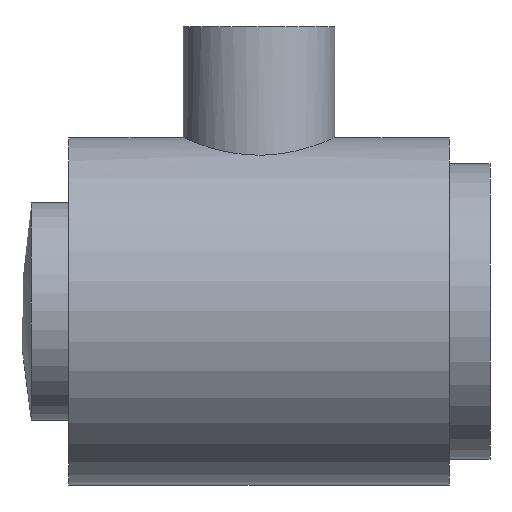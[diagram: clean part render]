
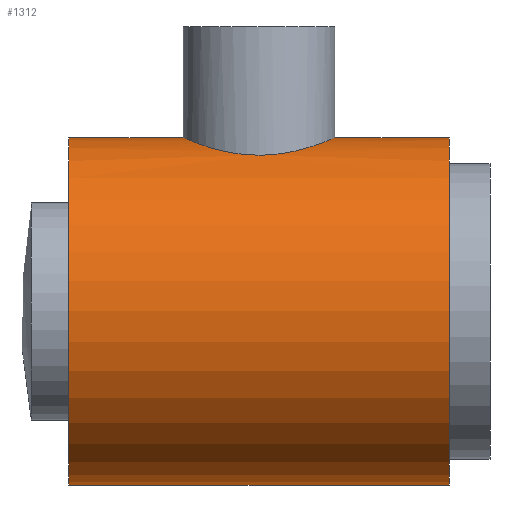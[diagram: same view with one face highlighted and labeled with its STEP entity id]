
A CAD part, left-side view. The second image highlights one B-rep face of the part: STEP entity #1312.
In plain terms, the highlighted cylindrical face has radius 47 mm (diameter 94 mm), a full revolution.
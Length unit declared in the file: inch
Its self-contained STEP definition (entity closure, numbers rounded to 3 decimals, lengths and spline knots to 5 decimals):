
#93=B_SPLINE_CURVE_WITH_KNOTS('',3,(#5796,#5797,#5798,#5799,#5800,#5801,
#5802,#5803,#5804,#5805,#5806,#5807,#5808,#5809,#5810,#5811,#5812,#5813,
#5814,#5815,#5816,#5817,#5818,#5819,#5820,#5821,#5822,#5823,#5824,#5825,
#5826,#5827,#5828,#5829),.UNSPECIFIED.,.F.,.F.,(4,2,2,2,2,2,2,2,2,2,2,2,
2,2,2,2,4),(0.,0.39219,0.78439,1.17658,1.56877,
1.96039,2.352,2.74361,3.13523,3.52684,
3.91846,4.31007,4.70168,5.09388,5.48607,
5.87826,6.27046),.UNSPECIFIED.);
#94=B_SPLINE_CURVE_WITH_KNOTS('',3,(#5830,#5831,#5832,#5833,#5834,#5835,
#5836,#5837,#5838,#5839,#5840,#5841,#5842,#5843,#5844,#5845,#5846,#5847,
#5848,#5849,#5850,#5851,#5852,#5853,#5854,#5855,#5856,#5857,#5858,#5859,
#5860,#5861,#5862,#5863),.UNSPECIFIED.,.F.,.F.,(4,2,2,2,2,2,2,2,2,2,2,2,
2,2,2,2,4),(6.27046,6.66265,7.05484,7.44704,
7.83923,8.23084,8.62246,9.01407,9.40569,
9.7973,10.18891,10.58053,10.97214,11.36433,
11.75653,12.14872,12.54091),.UNSPECIFIED.);
#111=FACE_BOUND('',#303,.T.);
#215=FACE_OUTER_BOUND('',#302,.T.);
#302=EDGE_LOOP('',(#1172,#1173,#1174,#1175));
#303=EDGE_LOOP('',(#1176,#1177));
#391=LINE('',#5880,#475);
#475=VECTOR('',#1723,1.85039);
#501=CIRCLE('',#1428,1.85039);
#503=CIRCLE('',#1431,1.85039);
#620=VERTEX_POINT('',#5793);
#621=VERTEX_POINT('',#5795);
#624=VERTEX_POINT('',#5873);
#626=VERTEX_POINT('',#5878);
#804=EDGE_CURVE('',#621,#620,#93,.T.);
#805=EDGE_CURVE('',#620,#621,#94,.T.);
#809=EDGE_CURVE('',#624,#624,#501,.T.);
#811=EDGE_CURVE('',#626,#626,#503,.T.);
#812=EDGE_CURVE('',#626,#624,#391,.T.);
#1172=ORIENTED_EDGE('',*,*,#811,.F.);
#1173=ORIENTED_EDGE('',*,*,#812,.T.);
#1174=ORIENTED_EDGE('',*,*,#809,.T.);
#1175=ORIENTED_EDGE('',*,*,#812,.F.);
#1176=ORIENTED_EDGE('',*,*,#804,.T.);
#1177=ORIENTED_EDGE('',*,*,#805,.T.);
#1235=CYLINDRICAL_SURFACE('',#1430,1.85039);
#1312=ADVANCED_FACE('',(#215,#111),#1235,.T.);
#1428=AXIS2_PLACEMENT_3D('',#5874,#1715,#1716);
#1430=AXIS2_PLACEMENT_3D('',#5877,#1719,#1720);
#1431=AXIS2_PLACEMENT_3D('',#5879,#1721,#1722);
#1715=DIRECTION('center_axis',(0.,1.,0.));
#1716=DIRECTION('ref_axis',(-1.,0.,0.));
#1719=DIRECTION('center_axis',(0.,1.,0.));
#1720=DIRECTION('ref_axis',(-1.,0.,0.));
#1721=DIRECTION('center_axis',(0.,1.,0.));
#1722=DIRECTION('ref_axis',(-1.,0.,0.));
#1723=DIRECTION('',(0.,-1.,0.));
#5793=CARTESIAN_POINT('',(-0.80709,2.46063,1.6651));
#5795=CARTESIAN_POINT('',(0.80709,2.46063,1.6651));
#5796=CARTESIAN_POINT('Ctrl Pts',(0.80709,2.46063,1.6651));
#5797=CARTESIAN_POINT('Ctrl Pts',(0.80709,2.40916,1.6651));
#5798=CARTESIAN_POINT('Ctrl Pts',(0.80208,2.3562,1.66756));
#5799=CARTESIAN_POINT('Ctrl Pts',(0.78131,2.25134,1.67739));
#5800=CARTESIAN_POINT('Ctrl Pts',(0.76554,2.19944,1.68476));
#5801=CARTESIAN_POINT('Ctrl Pts',(0.72417,2.10028,1.70295));
#5802=CARTESIAN_POINT('Ctrl Pts',(0.69853,2.05292,1.71377));
#5803=CARTESIAN_POINT('Ctrl Pts',(0.63953,1.96549,1.73665));
#5804=CARTESIAN_POINT('Ctrl Pts',(0.60617,1.92541,1.74869));
#5805=CARTESIAN_POINT('Ctrl Pts',(0.53528,1.85451,1.77167));
#5806=CARTESIAN_POINT('Ctrl Pts',(0.49522,1.82116,1.78346));
#5807=CARTESIAN_POINT('Ctrl Pts',(0.40778,1.76214,1.80547));
#5808=CARTESIAN_POINT('Ctrl Pts',(0.36038,1.73647,1.81566));
#5809=CARTESIAN_POINT('Ctrl Pts',(0.26114,1.69507,1.83257));
#5810=CARTESIAN_POINT('Ctrl Pts',(0.2092,1.6793,1.83928));
#5811=CARTESIAN_POINT('Ctrl Pts',(0.10433,1.65853,1.8482));
#5812=CARTESIAN_POINT('Ctrl Pts',(0.05139,1.65354,1.85039));
#5813=CARTESIAN_POINT('Ctrl Pts',(-0.05139,1.65354,
1.85039));
#5814=CARTESIAN_POINT('Ctrl Pts',(-0.10433,1.65853,1.8482));
#5815=CARTESIAN_POINT('Ctrl Pts',(-0.2092,1.6793,1.83928));
#5816=CARTESIAN_POINT('Ctrl Pts',(-0.26114,1.69507,1.83257));
#5817=CARTESIAN_POINT('Ctrl Pts',(-0.36038,1.73647,1.81566));
#5818=CARTESIAN_POINT('Ctrl Pts',(-0.40778,1.76214,1.80547));
#5819=CARTESIAN_POINT('Ctrl Pts',(-0.49522,1.82116,1.78346));
#5820=CARTESIAN_POINT('Ctrl Pts',(-0.53528,1.85451,1.77167));
#5821=CARTESIAN_POINT('Ctrl Pts',(-0.60617,1.92541,1.74869));
#5822=CARTESIAN_POINT('Ctrl Pts',(-0.63953,1.96549,1.73665));
#5823=CARTESIAN_POINT('Ctrl Pts',(-0.69853,2.05292,1.71377));
#5824=CARTESIAN_POINT('Ctrl Pts',(-0.72417,2.10028,1.70295));
#5825=CARTESIAN_POINT('Ctrl Pts',(-0.76554,2.19944,1.68476));
#5826=CARTESIAN_POINT('Ctrl Pts',(-0.78131,2.25134,1.67739));
#5827=CARTESIAN_POINT('Ctrl Pts',(-0.80208,2.3562,1.66756));
#5828=CARTESIAN_POINT('Ctrl Pts',(-0.80709,2.40916,1.6651));
#5829=CARTESIAN_POINT('Ctrl Pts',(-0.80709,2.46063,1.6651));
#5830=CARTESIAN_POINT('Ctrl Pts',(-0.80709,2.46063,1.6651));
#5831=CARTESIAN_POINT('Ctrl Pts',(-0.80709,2.5121,1.6651));
#5832=CARTESIAN_POINT('Ctrl Pts',(-0.80208,2.56506,1.66756));
#5833=CARTESIAN_POINT('Ctrl Pts',(-0.78131,2.66992,1.67739));
#5834=CARTESIAN_POINT('Ctrl Pts',(-0.76554,2.72182,1.68476));
#5835=CARTESIAN_POINT('Ctrl Pts',(-0.72417,2.82098,1.70295));
#5836=CARTESIAN_POINT('Ctrl Pts',(-0.69853,2.86834,1.71377));
#5837=CARTESIAN_POINT('Ctrl Pts',(-0.63953,2.95577,1.73665));
#5838=CARTESIAN_POINT('Ctrl Pts',(-0.60617,2.99585,1.74869));
#5839=CARTESIAN_POINT('Ctrl Pts',(-0.53528,3.06675,1.77167));
#5840=CARTESIAN_POINT('Ctrl Pts',(-0.49522,3.1001,1.78346));
#5841=CARTESIAN_POINT('Ctrl Pts',(-0.40778,3.15912,1.80547));
#5842=CARTESIAN_POINT('Ctrl Pts',(-0.36038,3.18479,1.81566));
#5843=CARTESIAN_POINT('Ctrl Pts',(-0.26114,3.22619,1.83257));
#5844=CARTESIAN_POINT('Ctrl Pts',(-0.2092,3.24196,1.83928));
#5845=CARTESIAN_POINT('Ctrl Pts',(-0.10433,3.26273,1.8482));
#5846=CARTESIAN_POINT('Ctrl Pts',(-0.05139,3.26772,
1.85039));
#5847=CARTESIAN_POINT('Ctrl Pts',(0.05139,3.26772,1.85039));
#5848=CARTESIAN_POINT('Ctrl Pts',(0.10433,3.26273,1.8482));
#5849=CARTESIAN_POINT('Ctrl Pts',(0.2092,3.24196,1.83928));
#5850=CARTESIAN_POINT('Ctrl Pts',(0.26114,3.22619,1.83257));
#5851=CARTESIAN_POINT('Ctrl Pts',(0.36038,3.18479,1.81566));
#5852=CARTESIAN_POINT('Ctrl Pts',(0.40778,3.15912,1.80547));
#5853=CARTESIAN_POINT('Ctrl Pts',(0.49522,3.1001,1.78346));
#5854=CARTESIAN_POINT('Ctrl Pts',(0.53528,3.06675,1.77167));
#5855=CARTESIAN_POINT('Ctrl Pts',(0.60617,2.99585,1.74869));
#5856=CARTESIAN_POINT('Ctrl Pts',(0.63953,2.95577,1.73665));
#5857=CARTESIAN_POINT('Ctrl Pts',(0.69853,2.86834,1.71377));
#5858=CARTESIAN_POINT('Ctrl Pts',(0.72417,2.82098,1.70295));
#5859=CARTESIAN_POINT('Ctrl Pts',(0.76554,2.72182,1.68476));
#5860=CARTESIAN_POINT('Ctrl Pts',(0.78131,2.66992,1.67739));
#5861=CARTESIAN_POINT('Ctrl Pts',(0.80208,2.56506,1.66756));
#5862=CARTESIAN_POINT('Ctrl Pts',(0.80709,2.5121,1.6651));
#5863=CARTESIAN_POINT('Ctrl Pts',(0.80709,2.46063,1.6651));
#5873=CARTESIAN_POINT('',(1.85039,0.43307,0.));
#5874=CARTESIAN_POINT('Origin',(0.,0.43307,0.));
#5877=CARTESIAN_POINT('Origin',(0.,0.43307,0.));
#5878=CARTESIAN_POINT('',(1.85039,4.48819,0.));
#5879=CARTESIAN_POINT('Origin',(0.,4.48819,0.));
#5880=CARTESIAN_POINT('',(1.85039,0.43307,0.));
